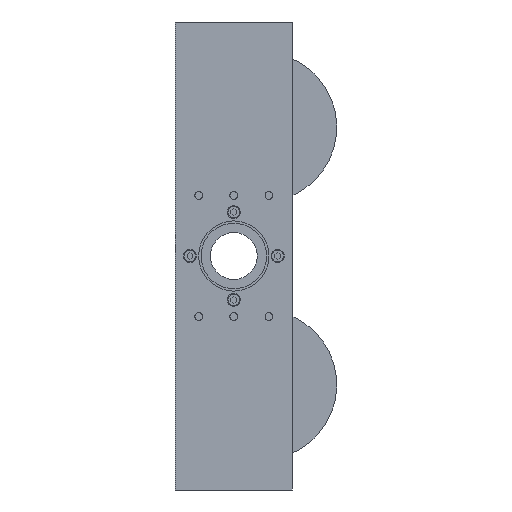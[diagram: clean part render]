
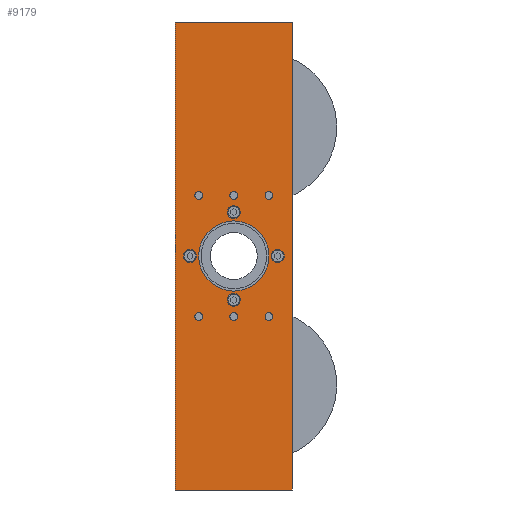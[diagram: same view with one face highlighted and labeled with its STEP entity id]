
A CAD part, front view. The second image highlights one B-rep face of the part: STEP entity #9179.
In plain terms, the highlighted planar face has unit normal (0, -1, 0).
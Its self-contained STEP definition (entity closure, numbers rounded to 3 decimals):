
#4205=CARTESIAN_POINT('',(-32.0,-30.,0.));
#4206=VERTEX_POINT('',#4205);
#4207=CARTESIAN_POINT('',(-37.5,-30.,0.0));
#4208=DIRECTION('',(0.0,1.0,0.0));
#4209=DIRECTION('',(-1.0,0.0,0.0));
#4210=AXIS2_PLACEMENT_3D('',#4207,#4208,#4209);
#4211=CIRCLE('',#4210,5.5);
#4212=EDGE_CURVE('',#4206,#4206,#4211,.T.);
#4266=CARTESIAN_POINT('',(43.0,-30.,0.));
#4267=VERTEX_POINT('',#4266);
#4268=CARTESIAN_POINT('',(37.5,-30.,0.0));
#4269=DIRECTION('',(0.0,1.0,0.0));
#4270=DIRECTION('',(-1.0,0.0,0.0));
#4271=AXIS2_PLACEMENT_3D('',#4268,#4269,#4270);
#4272=CIRCLE('',#4271,5.5);
#4273=EDGE_CURVE('',#4267,#4267,#4272,.T.);
#4327=CARTESIAN_POINT('',(5.5,-30.,-37.5));
#4328=VERTEX_POINT('',#4327);
#4329=CARTESIAN_POINT('',(0.0,-30.,-37.5));
#4330=DIRECTION('',(0.0,1.0,0.0));
#4331=DIRECTION('',(-1.0,0.0,0.0));
#4332=AXIS2_PLACEMENT_3D('',#4329,#4330,#4331);
#4333=CIRCLE('',#4332,5.5);
#4334=EDGE_CURVE('',#4328,#4328,#4333,.T.);
#4388=CARTESIAN_POINT('',(5.5,-30.,37.5));
#4389=VERTEX_POINT('',#4388);
#4390=CARTESIAN_POINT('',(0.0,-30.,37.5));
#4391=DIRECTION('',(0.0,1.0,0.0));
#4392=DIRECTION('',(-1.0,0.0,0.0));
#4393=AXIS2_PLACEMENT_3D('',#4390,#4391,#4392);
#4394=CIRCLE('',#4393,5.5);
#4395=EDGE_CURVE('',#4389,#4389,#4394,.T.);
#5758=CARTESIAN_POINT('',(30.0,-30.,0.));
#5759=VERTEX_POINT('',#5758);
#5760=CARTESIAN_POINT('',(0.0,-30.,0.0));
#5761=DIRECTION('',(0.0,1.0,0.0));
#5762=DIRECTION('',(-1.0,0.0,0.0));
#5763=AXIS2_PLACEMENT_3D('',#5760,#5761,#5762);
#5764=CIRCLE('',#5763,30.0);
#5765=EDGE_CURVE('',#5759,#5759,#5764,.T.);
#5797=CARTESIAN_POINT('',(-50.0,-30.,200.0));
#5798=VERTEX_POINT('',#5797);
#5805=CARTESIAN_POINT('',(50.0,-30.,200.0));
#5806=VERTEX_POINT('',#5805);
#5807=CARTESIAN_POINT('',(50.0,-30.,200.0));
#5808=DIRECTION('',(-1.0,0.0,0.0));
#5809=VECTOR('',#5808,100.0);
#5810=LINE('',#5807,#5809);
#5811=EDGE_CURVE('',#5806,#5798,#5810,.T.);
#5835=CARTESIAN_POINT('',(-50.0,-30.,-200.0));
#5836=VERTEX_POINT('',#5835);
#5843=CARTESIAN_POINT('',(-50.0,-30.,200.0));
#5844=DIRECTION('',(0.0,0.0,-1.0));
#5845=VECTOR('',#5844,400.0);
#5846=LINE('',#5843,#5845);
#5847=EDGE_CURVE('',#5798,#5836,#5846,.T.);
#5932=CARTESIAN_POINT('',(50.0,-30.,-200.0));
#5933=VERTEX_POINT('',#5932);
#5940=CARTESIAN_POINT('',(-50.0,-30.,-200.0));
#5941=DIRECTION('',(1.0,0.0,0.0));
#5942=VECTOR('',#5941,100.0);
#5943=LINE('',#5940,#5942);
#5944=EDGE_CURVE('',#5836,#5933,#5943,.T.);
#5964=CARTESIAN_POINT('',(50.0,-30.,200.0));
#5965=DIRECTION('',(0.0,0.0,-1.0));
#5966=VECTOR('',#5965,400.0);
#5967=LINE('',#5964,#5966);
#5968=EDGE_CURVE('',#5806,#5933,#5967,.T.);
#7574=CARTESIAN_POINT('',(3.323,-30.,-51.75));
#7575=VERTEX_POINT('',#7574);
#7576=CARTESIAN_POINT('',(0.0,-30.,-51.75));
#7577=DIRECTION('',(0.0,1.0,0.0));
#7578=DIRECTION('',(1.0,0.0,0.0));
#7579=AXIS2_PLACEMENT_3D('',#7576,#7577,#7578);
#7580=CIRCLE('',#7579,3.324);
#7581=EDGE_CURVE('',#7575,#7575,#7580,.T.);
#7632=CARTESIAN_POINT('',(-26.677,-30.,51.75));
#7633=VERTEX_POINT('',#7632);
#7634=CARTESIAN_POINT('',(-30.0,-30.,51.75));
#7635=DIRECTION('',(0.0,1.0,0.0));
#7636=DIRECTION('',(1.0,0.0,0.0));
#7637=AXIS2_PLACEMENT_3D('',#7634,#7635,#7636);
#7638=CIRCLE('',#7637,3.324);
#7639=EDGE_CURVE('',#7633,#7633,#7638,.T.);
#7690=CARTESIAN_POINT('',(33.323,-30.,51.75));
#7691=VERTEX_POINT('',#7690);
#7692=CARTESIAN_POINT('',(30.0,-30.,51.75));
#7693=DIRECTION('',(0.0,1.0,0.0));
#7694=DIRECTION('',(1.0,0.0,0.0));
#7695=AXIS2_PLACEMENT_3D('',#7692,#7693,#7694);
#7696=CIRCLE('',#7695,3.324);
#7697=EDGE_CURVE('',#7691,#7691,#7696,.T.);
#7748=CARTESIAN_POINT('',(3.323,-30.,51.75));
#7749=VERTEX_POINT('',#7748);
#7750=CARTESIAN_POINT('',(0.0,-30.,51.75));
#7751=DIRECTION('',(0.0,1.0,0.0));
#7752=DIRECTION('',(1.0,0.0,0.0));
#7753=AXIS2_PLACEMENT_3D('',#7750,#7751,#7752);
#7754=CIRCLE('',#7753,3.324);
#7755=EDGE_CURVE('',#7749,#7749,#7754,.T.);
#7806=CARTESIAN_POINT('',(-26.677,-30.,-51.75));
#7807=VERTEX_POINT('',#7806);
#7808=CARTESIAN_POINT('',(-30.0,-30.,-51.75));
#7809=DIRECTION('',(0.0,1.0,0.0));
#7810=DIRECTION('',(1.0,0.0,0.0));
#7811=AXIS2_PLACEMENT_3D('',#7808,#7809,#7810);
#7812=CIRCLE('',#7811,3.324);
#7813=EDGE_CURVE('',#7807,#7807,#7812,.T.);
#7864=CARTESIAN_POINT('',(33.323,-30.,-51.75));
#7865=VERTEX_POINT('',#7864);
#7866=CARTESIAN_POINT('',(30.0,-30.,-51.75));
#7867=DIRECTION('',(0.0,1.0,0.0));
#7868=DIRECTION('',(1.0,0.0,0.0));
#7869=AXIS2_PLACEMENT_3D('',#7866,#7867,#7868);
#7870=CIRCLE('',#7869,3.324);
#7871=EDGE_CURVE('',#7865,#7865,#7870,.T.);
#9135=CARTESIAN_POINT('',(50.0,-30.,0.0));
#9136=DIRECTION('',(0.0,-1.0,0.0));
#9137=DIRECTION('',(0.0,0.0,-1.0));
#9138=AXIS2_PLACEMENT_3D('',#9135,#9136,#9137);
#9139=PLANE('',#9138);
#9140=ORIENTED_EDGE('',*,*,#5811,.T.);
#9141=ORIENTED_EDGE('',*,*,#5847,.T.);
#9142=ORIENTED_EDGE('',*,*,#5944,.T.);
#9143=ORIENTED_EDGE('',*,*,#5968,.F.);
#9144=EDGE_LOOP('',(#9140,#9141,#9142,#9143));
#9145=FACE_OUTER_BOUND('',#9144,.T.);
#9146=ORIENTED_EDGE('',*,*,#4212,.T.);
#9147=EDGE_LOOP('',(#9146));
#9148=FACE_BOUND('',#9147,.T.);
#9149=ORIENTED_EDGE('',*,*,#4273,.T.);
#9150=EDGE_LOOP('',(#9149));
#9151=FACE_BOUND('',#9150,.T.);
#9152=ORIENTED_EDGE('',*,*,#4334,.T.);
#9153=EDGE_LOOP('',(#9152));
#9154=FACE_BOUND('',#9153,.T.);
#9155=ORIENTED_EDGE('',*,*,#4395,.T.);
#9156=EDGE_LOOP('',(#9155));
#9157=FACE_BOUND('',#9156,.T.);
#9158=ORIENTED_EDGE('',*,*,#5765,.T.);
#9159=EDGE_LOOP('',(#9158));
#9160=FACE_BOUND('',#9159,.T.);
#9161=ORIENTED_EDGE('',*,*,#7581,.T.);
#9162=EDGE_LOOP('',(#9161));
#9163=FACE_BOUND('',#9162,.T.);
#9164=ORIENTED_EDGE('',*,*,#7639,.T.);
#9165=EDGE_LOOP('',(#9164));
#9166=FACE_BOUND('',#9165,.T.);
#9167=ORIENTED_EDGE('',*,*,#7697,.T.);
#9168=EDGE_LOOP('',(#9167));
#9169=FACE_BOUND('',#9168,.T.);
#9170=ORIENTED_EDGE('',*,*,#7755,.T.);
#9171=EDGE_LOOP('',(#9170));
#9172=FACE_BOUND('',#9171,.T.);
#9173=ORIENTED_EDGE('',*,*,#7813,.T.);
#9174=EDGE_LOOP('',(#9173));
#9175=FACE_BOUND('',#9174,.T.);
#9176=ORIENTED_EDGE('',*,*,#7871,.T.);
#9177=EDGE_LOOP('',(#9176));
#9178=FACE_BOUND('',#9177,.T.);
#9179=ADVANCED_FACE('',(#9145,#9148,#9151,#9154,#9157,#9160,#9163,#9166,#9169,#9172,#9175,#9178),#9139,.T.);
